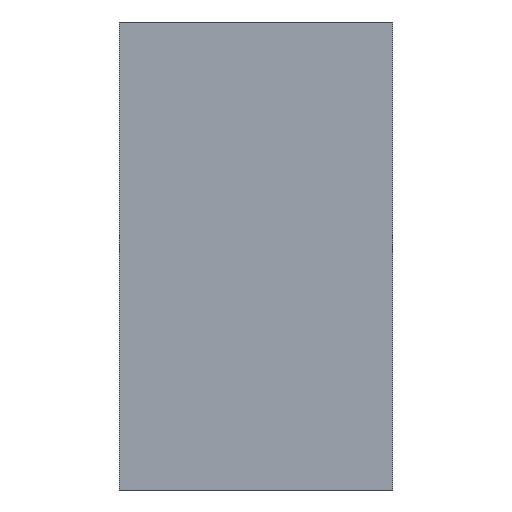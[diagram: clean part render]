
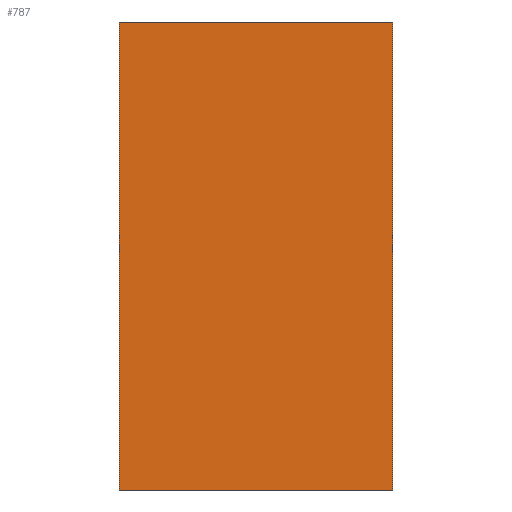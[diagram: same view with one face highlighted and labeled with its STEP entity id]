
A CAD part, front view. The second image highlights one B-rep face of the part: STEP entity #787.
In plain terms, the highlighted planar face has unit normal (0, -1, 0).
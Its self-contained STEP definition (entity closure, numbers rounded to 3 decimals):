
#556 = VERTEX_POINT('',#557);
#557 = CARTESIAN_POINT('',(-22.,-5.,77.));
#563 = EDGE_CURVE('',#556,#564,#566,.T.);
#564 = VERTEX_POINT('',#565);
#565 = CARTESIAN_POINT('',(-22.,-5.,1.752));
#566 = LINE('',#567,#568);
#567 = CARTESIAN_POINT('',(-22.,-5.,77.));
#568 = VECTOR('',#569,1.);
#569 = DIRECTION('',(0.,0.,-1.));
#587 = VERTEX_POINT('',#588);
#588 = CARTESIAN_POINT('',(22.,-5.,77.));
#594 = EDGE_CURVE('',#587,#556,#595,.T.);
#595 = LINE('',#596,#597);
#596 = CARTESIAN_POINT('',(22.,-5.,77.));
#597 = VECTOR('',#598,1.);
#598 = DIRECTION('',(-1.,0.,0.));
#611 = EDGE_CURVE('',#564,#612,#614,.T.);
#612 = VERTEX_POINT('',#613);
#613 = CARTESIAN_POINT('',(22.,-5.,1.752));
#614 = LINE('',#615,#616);
#615 = CARTESIAN_POINT('',(-22.,-5.,1.752));
#616 = VECTOR('',#617,1.);
#617 = DIRECTION('',(1.,0.,0.));
#635 = EDGE_CURVE('',#612,#587,#636,.T.);
#636 = LINE('',#637,#638);
#637 = CARTESIAN_POINT('',(22.,-5.,1.752));
#638 = VECTOR('',#639,1.);
#639 = DIRECTION('',(0.,0.,1.));
#787 = ADVANCED_FACE('',(#788),#794,.F.);
#788 = FACE_BOUND('',#789,.T.);
#789 = EDGE_LOOP('',(#790,#791,#792,#793));
#790 = ORIENTED_EDGE('',*,*,#563,.T.);
#791 = ORIENTED_EDGE('',*,*,#611,.T.);
#792 = ORIENTED_EDGE('',*,*,#635,.T.);
#793 = ORIENTED_EDGE('',*,*,#594,.T.);
#794 = PLANE('',#795);
#795 = AXIS2_PLACEMENT_3D('',#796,#797,#798);
#796 = CARTESIAN_POINT('',(0.,-5.,39.376));
#797 = DIRECTION('',(0.,1.,0.));
#798 = DIRECTION('',(0.,0.,1.));
